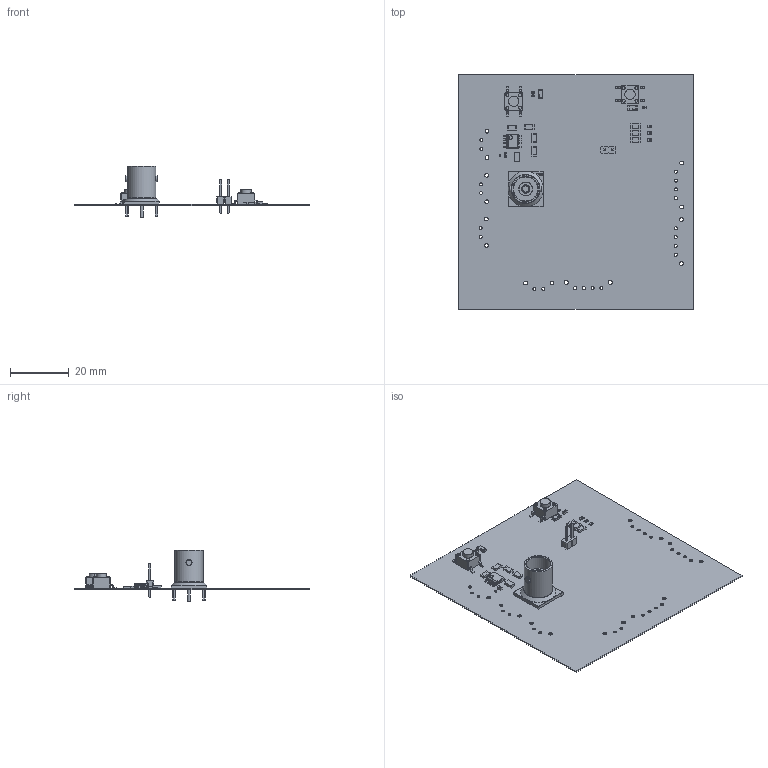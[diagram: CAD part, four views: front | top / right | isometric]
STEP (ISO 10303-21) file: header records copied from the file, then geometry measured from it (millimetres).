
FILE_DESCRIPTION(('Open CASCADE Model'),'2;1');
FILE_NAME('Open CASCADE Shape Model','2023-11-28T12:28:28',('Author'),( 'Open CASCADE'),'Open CASCADE STEP processor 7.5','Open CASCADE 7.5' ,'Unknown');
FILE_SCHEMA(('AUTOMOTIVE_DESIGN { 1 0 10303 214 1 1 1 1 }'));
Length unit declared in the file: millimetre
Products named in the file (98): PCB; Board; Open CASCADE STEP translator 7.5 1.1.1; J5; Conn_TE_Connectivity_1-1337445-0_eec; 1`; 1; 2; 3; 4; TE Connectivity; U3; 6086596336; Extruded; U2; SOIC-8akaD0008AakaM08A; M08A_ASM_82_ASM; BODY_M08A_35; LEAD_M08A_57; TIEBAR_M08A_2_ASM; MANIFOLD_SOLID_BREP_2784; MANIFOLD_SOLID_BREP_2935; MANIFOLD_SOLID_BREP_3086; MANIFOLD_SOLID_BREP_3237; SWR; c-4-1437565-2-s-3d; SW1; RR; 6086594336; 6086594096; RG; RB; R6; 6086596176; 6086595936; R5; 6086595536; 6086595376; R4; R3 ...
Assembly tree (125 placements, depth 6):
  PCB
    Board
      Open CASCADE STEP translator 7.5 1.1.1
    J5
      Conn_TE_Connectivity_1-1337445-0_eec
        1`
          1
          2
          3
          4
        TE Connectivity
    U3
      6086596336
        Extruded
    U2
      SOIC-8akaD0008AakaM08A
        M08A_ASM_82_ASM
          BODY_M08A_35
          LEAD_M08A_57  x8
          TIEBAR_M08A_2_ASM
            MANIFOLD_SOLID_BREP_2784
            MANIFOLD_SOLID_BREP_2935
            MANIFOLD_SOLID_BREP_3086
            MANIFOLD_SOLID_BREP_3237
    SWR
      c-4-1437565-2-s-3d
    SW1
      c-4-1437565-2-s-3d
    RR
      6086594336  x2
        Extruded
      6086594096
        Extruded
    RG
      6086594336  x2
        Extruded
      6086594096
        Extruded
    RB
      6086594336  x2
        Extruded
      6086594096
        Extruded
    R6
      6086596176  x2
        Extruded
      6086595936
        Extruded
    R5
      6086595536
        Extruded
      6086595376  x2
        Extruded
    R4
      6086595936
        Extruded
      6086596176  x2
        Extruded
    R3
      6086595536
Bounding box: 80.01 x 80.01 x 17.5 mm (x, y, z)
Volume: 3723.9 mm3; surface area: 15061.2 mm2
Topology: 130 solids, 130 shells, 2216 faces, 5485 edges, 3563 vertices
Faces by surface type: plane 1330, bspline 397, cylinder 380, sphere 70, torus 37, cone 2
Full cylindrical faces by diameter (mm): 1 x1, 1.02 x8, 1.07 x12, 1.1 x3, 1.2 x4, 1.27 x8, 1.32 x6, 1.736 x2, 1.98 x2, 2.135 x1, 2.297 x2, 2.833 x2, 3.616 x2, 4.72 x1, 8.3 x1, 9.65 x1
Entity records: 49551 total; most frequent: CARTESIAN_POINT 12957, ORIENTED_EDGE 7116, DIRECTION 6605, EDGE_CURVE 3558, LINE 2417, VECTOR 2417, VERTEX_POINT 2297, AXIS2_PLACEMENT_3D 2094
